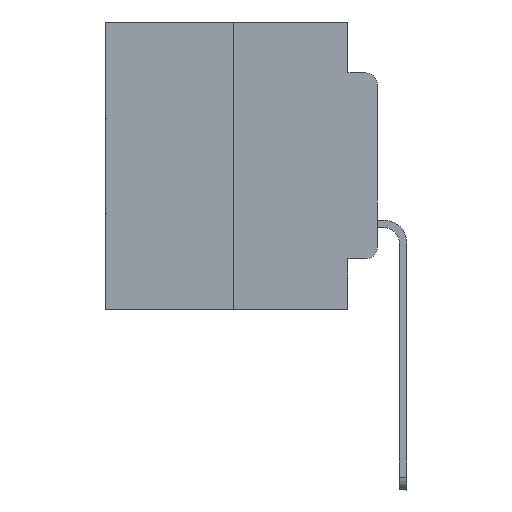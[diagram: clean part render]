
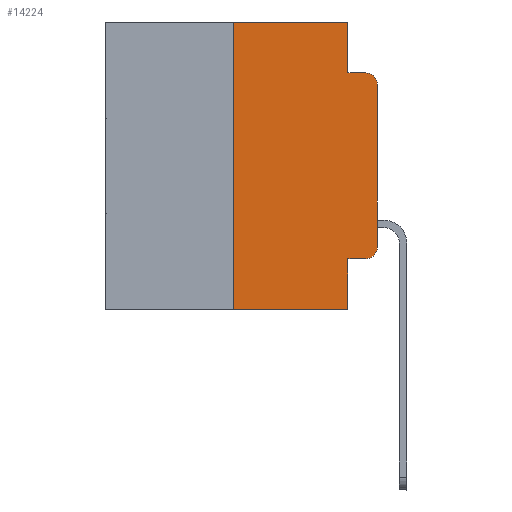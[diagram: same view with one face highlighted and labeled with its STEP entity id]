
A CAD part, left-side view. The second image highlights one B-rep face of the part: STEP entity #14224.
In plain terms, the highlighted planar face has unit normal (-1, 0, 0).
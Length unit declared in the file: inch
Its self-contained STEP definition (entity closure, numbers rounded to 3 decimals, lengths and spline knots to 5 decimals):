
#2048 = CARTESIAN_POINT ( 'NONE',  ( 0., 0.25, 0. ) ) ;
#2566 = VERTEX_POINT ( 'NONE', #26004 ) ;
#2882 = CARTESIAN_POINT ( 'NONE',  ( 0., 0.02, -0.3915 ) ) ;
#2928 = EDGE_CURVE ( 'NONE', #17414, #6454, #25272, .T. ) ;
#3063 = CARTESIAN_POINT ( 'NONE',  ( 0., 0.051, 0. ) ) ;
#3182 = DIRECTION ( 'NONE',  ( 0., 0., -1. ) ) ;
#3337 = LINE ( 'NONE', #3063, #7807 ) ;
#3355 = FACE_OUTER_BOUND ( 'NONE', #16401, .T. ) ;
#3539 = CARTESIAN_POINT ( 'NONE',  ( 0., 0., 0. ) ) ;
#3903 = ORIENTED_EDGE ( 'NONE', *, *, #19517, .F. ) ;
#3927 = VECTOR ( 'NONE', #6103, 39.37008 ) ;
#4914 = DIRECTION ( 'NONE',  ( 0., -1., 0. ) ) ;
#5417 = VERTEX_POINT ( 'NONE', #8101 ) ;
#5679 = VECTOR ( 'NONE', #20843, 39.37008 ) ;
#5775 = CARTESIAN_POINT ( 'NONE',  ( 0., 0.473, 0. ) ) ;
#6102 = ORIENTED_EDGE ( 'NONE', *, *, #9287, .T. ) ;
#6103 = DIRECTION ( 'NONE',  ( 0., -1., 0. ) ) ;
#6454 = VERTEX_POINT ( 'NONE', #9837 ) ;
#6496 = AXIS2_PLACEMENT_3D ( 'NONE', #5775, #18958, #12176 ) ;
#6823 = CARTESIAN_POINT ( 'NONE',  ( 0., 0., -0.1085 ) ) ;
#6855 = DIRECTION ( 'NONE',  ( 0., 0., -1. ) ) ;
#7192 = ORIENTED_EDGE ( 'NONE', *, *, #18092, .T. ) ;
#7513 = CARTESIAN_POINT ( 'NONE',  ( 0., 0.051, -0.4115 ) ) ;
#7674 = ORIENTED_EDGE ( 'NONE', *, *, #10343, .F. ) ;
#7807 = VECTOR ( 'NONE', #18530, 39.37008 ) ;
#8101 = CARTESIAN_POINT ( 'NONE',  ( 0., 0.051, 0. ) ) ;
#8749 = CARTESIAN_POINT ( 'NONE',  ( 0., 0.473, 0. ) ) ;
#9198 = VECTOR ( 'NONE', #10888, 39.37008 ) ;
#9287 = EDGE_CURVE ( 'NONE', #20029, #2566, #20205, .T. ) ;
#9347 = CARTESIAN_POINT ( 'NONE',  ( 0., 0.051, -0.0885 ) ) ;
#9837 = CARTESIAN_POINT ( 'NONE',  ( 0., 0.02, -0.0885 ) ) ;
#9844 = EDGE_CURVE ( 'NONE', #22651, #5417, #10083, .T. ) ;
#10000 = LINE ( 'NONE', #14130, #27964 ) ;
#10083 = LINE ( 'NONE', #8749, #9198 ) ;
#10122 = ORIENTED_EDGE ( 'NONE', *, *, #25872, .F. ) ;
#10343 = EDGE_CURVE ( 'NONE', #20029, #22651, #21500, .T. ) ;
#10888 = DIRECTION ( 'NONE',  ( 0., -1., 0. ) ) ;
#10958 = ORIENTED_EDGE ( 'NONE', *, *, #21190, .T. ) ;
#11010 = EDGE_CURVE ( 'NONE', #21164, #13922, #22997, .T. ) ;
#11133 = DIRECTION ( 'NONE',  ( -1., 0., 0. ) ) ;
#12122 = VECTOR ( 'NONE', #4914, 39.37008 ) ;
#12123 = LINE ( 'NONE', #16514, #12122 ) ;
#12147 = DIRECTION ( 'NONE',  ( -1., 0., 0. ) ) ;
#12176 = DIRECTION ( 'NONE',  ( 0., 0., -1. ) ) ;
#13922 = VERTEX_POINT ( 'NONE', #6823 ) ;
#14130 = CARTESIAN_POINT ( 'NONE',  ( 0., 0.051, 0. ) ) ;
#14224 = ADVANCED_FACE ( 'NONE', ( #3355 ), #20672, .F. ) ;
#15706 = CARTESIAN_POINT ( 'NONE',  ( 0., 0.02, -0.4115 ) ) ;
#15740 = VERTEX_POINT ( 'NONE', #7513 ) ;
#15872 = ORIENTED_EDGE ( 'NONE', *, *, #2928, .F. ) ;
#16401 = EDGE_LOOP ( 'NONE', ( #26719, #7192, #15872, #10122, #25029, #7674, #6102, #3903, #10958, #19716 ) ) ;
#16514 = CARTESIAN_POINT ( 'NONE',  ( 0., 0.051, -0.4115 ) ) ;
#17241 = DIRECTION ( 'NONE',  ( 0., 0., 1. ) ) ;
#17414 = VERTEX_POINT ( 'NONE', #9347 ) ;
#17821 = VERTEX_POINT ( 'NONE', #15706 ) ;
#18092 = EDGE_CURVE ( 'NONE', #13922, #6454, #21089, .T. ) ;
#18206 = DIRECTION ( 'NONE',  ( 0., -1., 0. ) ) ;
#18530 = DIRECTION ( 'NONE',  ( 0., 0., -1. ) ) ;
#18958 = DIRECTION ( 'NONE',  ( 1., 0., 0. ) ) ;
#19379 = CARTESIAN_POINT ( 'NONE',  ( 0., 0.25, 0. ) ) ;
#19517 = EDGE_CURVE ( 'NONE', #15740, #2566, #10000, .T. ) ;
#19716 = ORIENTED_EDGE ( 'NONE', *, *, #24436, .T. ) ;
#20023 = VECTOR ( 'NONE', #18206, 39.37008 ) ;
#20029 = VERTEX_POINT ( 'NONE', #27022 ) ;
#20205 = LINE ( 'NONE', #22756, #20023 ) ;
#20672 = PLANE ( 'NONE',  #6496 ) ;
#20843 = DIRECTION ( 'NONE',  ( 0., 0., 1. ) ) ;
#21089 = CIRCLE ( 'NONE', #26094, 0.02 ) ;
#21164 = VERTEX_POINT ( 'NONE', #24224 ) ;
#21190 = EDGE_CURVE ( 'NONE', #15740, #17821, #12123, .T. ) ;
#21500 = LINE ( 'NONE', #2048, #23369 ) ;
#22320 = CIRCLE ( 'NONE', #27323, 0.02 ) ;
#22651 = VERTEX_POINT ( 'NONE', #19379 ) ;
#22756 = CARTESIAN_POINT ( 'NONE',  ( 0., 0.473, -0.5 ) ) ;
#22997 = LINE ( 'NONE', #3539, #5679 ) ;
#23369 = VECTOR ( 'NONE', #17241, 39.37008 ) ;
#24224 = CARTESIAN_POINT ( 'NONE',  ( 0., 0., -0.3915 ) ) ;
#24436 = EDGE_CURVE ( 'NONE', #17821, #21164, #22320, .T. ) ;
#25029 = ORIENTED_EDGE ( 'NONE', *, *, #9844, .F. ) ;
#25272 = LINE ( 'NONE', #25547, #3927 ) ;
#25547 = CARTESIAN_POINT ( 'NONE',  ( 0., 0.051, -0.0885 ) ) ;
#25872 = EDGE_CURVE ( 'NONE', #5417, #17414, #3337, .T. ) ;
#26004 = CARTESIAN_POINT ( 'NONE',  ( 0., 0.051, -0.5 ) ) ;
#26094 = AXIS2_PLACEMENT_3D ( 'NONE', #27597, #12147, #3182 ) ;
#26719 = ORIENTED_EDGE ( 'NONE', *, *, #11010, .T. ) ;
#26912 = DIRECTION ( 'NONE',  ( 0., 0., -1. ) ) ;
#27022 = CARTESIAN_POINT ( 'NONE',  ( 0., 0.25, -0.5 ) ) ;
#27323 = AXIS2_PLACEMENT_3D ( 'NONE', #2882, #11133, #6855 ) ;
#27597 = CARTESIAN_POINT ( 'NONE',  ( 0., 0.02, -0.1085 ) ) ;
#27964 = VECTOR ( 'NONE', #26912, 39.37008 ) ;
